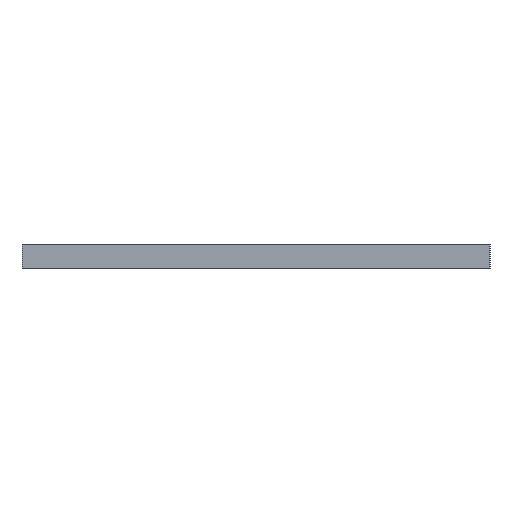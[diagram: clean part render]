
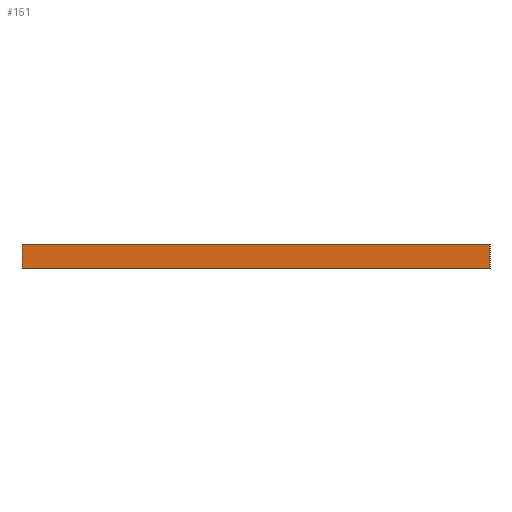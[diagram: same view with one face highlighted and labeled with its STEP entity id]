
A CAD part, left-side view. The second image highlights one B-rep face of the part: STEP entity #151.
In plain terms, the highlighted planar face has unit normal (-1, 0, 0).
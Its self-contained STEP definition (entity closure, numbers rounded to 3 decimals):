
#35 = EDGE_CURVE('',#36,#38,#40,.T.);
#36 = VERTEX_POINT('',#37);
#37 = CARTESIAN_POINT('',(0.,-1.,0.));
#38 = VERTEX_POINT('',#39);
#39 = CARTESIAN_POINT('',(0.,-1.,4.));
#40 = SURFACE_CURVE('',#41,(#45,#57),.PCURVE_S1.);
#41 = LINE('',#42,#43);
#42 = CARTESIAN_POINT('',(0.,-1.,0.));
#43 = VECTOR('',#44,1.);
#44 = DIRECTION('',(0.,0.,1.));
#45 = PCURVE('',#46,#51);
#46 = PLANE('',#47);
#47 = AXIS2_PLACEMENT_3D('',#48,#49,#50);
#48 = CARTESIAN_POINT('',(0.,-1.,0.));
#49 = DIRECTION('',(0.,1.,0.));
#50 = DIRECTION('',(1.,0.,0.));
#51 = DEFINITIONAL_REPRESENTATION('',(#52),#56);
#52 = LINE('',#53,#54);
#53 = CARTESIAN_POINT('',(0.,0.));
#54 = VECTOR('',#55,1.);
#55 = DIRECTION('',(0.,-1.));
#56 = ( GEOMETRIC_REPRESENTATION_CONTEXT(2) 
PARAMETRIC_REPRESENTATION_CONTEXT() REPRESENTATION_CONTEXT('2D SPACE',''
  ) );
#57 = PCURVE('',#58,#63);
#58 = PLANE('',#59);
#59 = AXIS2_PLACEMENT_3D('',#60,#61,#62);
#60 = CARTESIAN_POINT('',(0.,77.,0.));
#61 = DIRECTION('',(1.,0.,0.));
#62 = DIRECTION('',(0.,-1.,0.));
#63 = DEFINITIONAL_REPRESENTATION('',(#64),#68);
#64 = LINE('',#65,#66);
#65 = CARTESIAN_POINT('',(78.,0.));
#66 = VECTOR('',#67,1.);
#67 = DIRECTION('',(0.,-1.));
#68 = ( GEOMETRIC_REPRESENTATION_CONTEXT(2) 
PARAMETRIC_REPRESENTATION_CONTEXT() REPRESENTATION_CONTEXT('2D SPACE',''
  ) );
#86 = PLANE('',#87);
#87 = AXIS2_PLACEMENT_3D('',#88,#89,#90);
#88 = CARTESIAN_POINT('',(200.,38.,4.));
#89 = DIRECTION('',(0.,0.,1.));
#90 = DIRECTION('',(1.,0.,0.));
#140 = PLANE('',#141);
#141 = AXIS2_PLACEMENT_3D('',#142,#143,#144);
#142 = CARTESIAN_POINT('',(200.,38.,0.));
#143 = DIRECTION('',(0.,0.,1.));
#144 = DIRECTION('',(1.,0.,0.));
#151 = ADVANCED_FACE('',(#152),#58,.F.);
#152 = FACE_BOUND('',#153,.F.);
#153 = EDGE_LOOP('',(#154,#184,#205,#206));
#154 = ORIENTED_EDGE('',*,*,#155,.T.);
#155 = EDGE_CURVE('',#156,#158,#160,.T.);
#156 = VERTEX_POINT('',#157);
#157 = CARTESIAN_POINT('',(0.,77.,0.));
#158 = VERTEX_POINT('',#159);
#159 = CARTESIAN_POINT('',(0.,77.,4.));
#160 = SURFACE_CURVE('',#161,(#165,#172),.PCURVE_S1.);
#161 = LINE('',#162,#163);
#162 = CARTESIAN_POINT('',(0.,77.,0.));
#163 = VECTOR('',#164,1.);
#164 = DIRECTION('',(0.,0.,1.));
#165 = PCURVE('',#58,#166);
#166 = DEFINITIONAL_REPRESENTATION('',(#167),#171);
#167 = LINE('',#168,#169);
#168 = CARTESIAN_POINT('',(0.,0.));
#169 = VECTOR('',#170,1.);
#170 = DIRECTION('',(0.,-1.));
#171 = ( GEOMETRIC_REPRESENTATION_CONTEXT(2) 
PARAMETRIC_REPRESENTATION_CONTEXT() REPRESENTATION_CONTEXT('2D SPACE',''
  ) );
#172 = PCURVE('',#173,#178);
#173 = PLANE('',#174);
#174 = AXIS2_PLACEMENT_3D('',#175,#176,#177);
#175 = CARTESIAN_POINT('',(400.,77.,0.));
#176 = DIRECTION('',(0.,-1.,0.));
#177 = DIRECTION('',(-1.,0.,0.));
#178 = DEFINITIONAL_REPRESENTATION('',(#179),#183);
#179 = LINE('',#180,#181);
#180 = CARTESIAN_POINT('',(400.,0.));
#181 = VECTOR('',#182,1.);
#182 = DIRECTION('',(0.,-1.));
#183 = ( GEOMETRIC_REPRESENTATION_CONTEXT(2) 
PARAMETRIC_REPRESENTATION_CONTEXT() REPRESENTATION_CONTEXT('2D SPACE',''
  ) );
#184 = ORIENTED_EDGE('',*,*,#185,.T.);
#185 = EDGE_CURVE('',#158,#38,#186,.T.);
#186 = SURFACE_CURVE('',#187,(#191,#198),.PCURVE_S1.);
#187 = LINE('',#188,#189);
#188 = CARTESIAN_POINT('',(0.,77.,4.));
#189 = VECTOR('',#190,1.);
#190 = DIRECTION('',(0.,-1.,0.));
#191 = PCURVE('',#58,#192);
#192 = DEFINITIONAL_REPRESENTATION('',(#193),#197);
#193 = LINE('',#194,#195);
#194 = CARTESIAN_POINT('',(0.,-4.));
#195 = VECTOR('',#196,1.);
#196 = DIRECTION('',(1.,0.));
#197 = ( GEOMETRIC_REPRESENTATION_CONTEXT(2) 
PARAMETRIC_REPRESENTATION_CONTEXT() REPRESENTATION_CONTEXT('2D SPACE',''
  ) );
#198 = PCURVE('',#86,#199);
#199 = DEFINITIONAL_REPRESENTATION('',(#200),#204);
#200 = LINE('',#201,#202);
#201 = CARTESIAN_POINT('',(-200.,39.));
#202 = VECTOR('',#203,1.);
#203 = DIRECTION('',(0.,-1.));
#204 = ( GEOMETRIC_REPRESENTATION_CONTEXT(2) 
PARAMETRIC_REPRESENTATION_CONTEXT() REPRESENTATION_CONTEXT('2D SPACE',''
  ) );
#205 = ORIENTED_EDGE('',*,*,#35,.F.);
#206 = ORIENTED_EDGE('',*,*,#207,.F.);
#207 = EDGE_CURVE('',#156,#36,#208,.T.);
#208 = SURFACE_CURVE('',#209,(#213,#220),.PCURVE_S1.);
#209 = LINE('',#210,#211);
#210 = CARTESIAN_POINT('',(0.,77.,0.));
#211 = VECTOR('',#212,1.);
#212 = DIRECTION('',(0.,-1.,0.));
#213 = PCURVE('',#58,#214);
#214 = DEFINITIONAL_REPRESENTATION('',(#215),#219);
#215 = LINE('',#216,#217);
#216 = CARTESIAN_POINT('',(0.,0.));
#217 = VECTOR('',#218,1.);
#218 = DIRECTION('',(1.,0.));
#219 = ( GEOMETRIC_REPRESENTATION_CONTEXT(2) 
PARAMETRIC_REPRESENTATION_CONTEXT() REPRESENTATION_CONTEXT('2D SPACE',''
  ) );
#220 = PCURVE('',#140,#221);
#221 = DEFINITIONAL_REPRESENTATION('',(#222),#226);
#222 = LINE('',#223,#224);
#223 = CARTESIAN_POINT('',(-200.,39.));
#224 = VECTOR('',#225,1.);
#225 = DIRECTION('',(0.,-1.));
#226 = ( GEOMETRIC_REPRESENTATION_CONTEXT(2) 
PARAMETRIC_REPRESENTATION_CONTEXT() REPRESENTATION_CONTEXT('2D SPACE',''
  ) );
